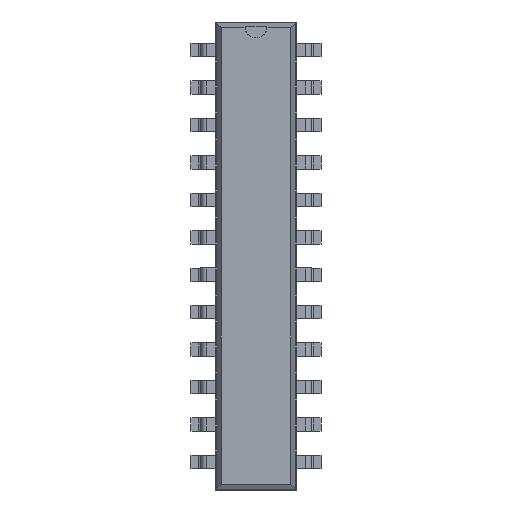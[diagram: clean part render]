
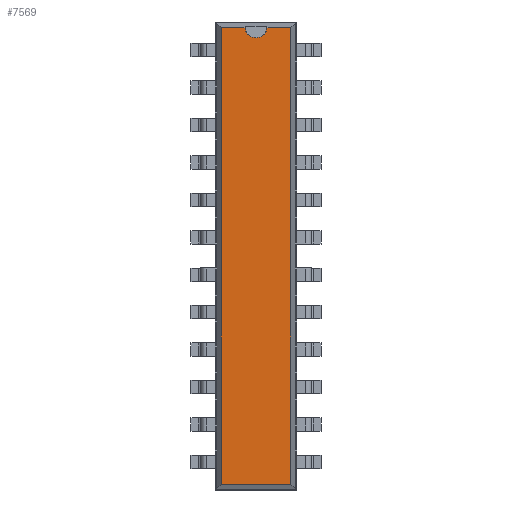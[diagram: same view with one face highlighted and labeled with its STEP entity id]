
A CAD part, top view. The second image highlights one B-rep face of the part: STEP entity #7569.
In plain terms, the highlighted planar face has unit normal (0, 0, 1).
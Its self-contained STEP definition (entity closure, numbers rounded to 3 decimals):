
#26=VECTOR('',#27,1.);
#27=DIRECTION('',(0.,1.,0.));
#33=VECTOR('',#34,1.);
#34=DIRECTION('',(-1.,0.,0.));
#40=VECTOR('',#41,1.);
#41=DIRECTION('',(0.,-1.,0.));
#45=VECTOR('',#46,1.);
#46=DIRECTION('',(1.,0.,0.));
#49=DIRECTION('',(0.,0.,-1.));
#1431=DIRECTION('',(0.,0.,-1.));
#5081=VERTEX_POINT('',#5082);
#5082=CARTESIAN_POINT('',(2.351,15.476,3.68));
#5084=ORIENTED_EDGE('',*,*,#5085,.F.);
#5085=EDGE_CURVE('',#5086,#5081,#5088,.T.);
#5086=VERTEX_POINT('',#5087);
#5087=CARTESIAN_POINT('',(2.351,-15.476,3.68));
#5088=LINE('',#5087,#26);
#6292=VERTEX_POINT('',#6293);
#6293=CARTESIAN_POINT('',(-2.351,15.476,3.68));
#6295=ORIENTED_EDGE('',*,*,#6296,.F.);
#6296=EDGE_CURVE('',#6297,#6292,#6299,.T.);
#6297=VERTEX_POINT('',#6298);
#6298=CARTESIAN_POINT('',(-0.746,15.476,3.68));
#6299=LINE('',#5082,#33);
#6318=VERTEX_POINT('',#6319);
#6319=CARTESIAN_POINT('',(0.746,15.476,3.68));
#6325=ORIENTED_EDGE('',*,*,#6326,.F.);
#6326=EDGE_CURVE('',#5081,#6318,#6299,.T.);
#6370=VERTEX_POINT('',#6371);
#6371=CARTESIAN_POINT('',(-2.351,-15.476,3.68));
#6373=ORIENTED_EDGE('',*,*,#6374,.F.);
#6374=EDGE_CURVE('',#6292,#6370,#6375,.T.);
#6375=LINE('',#6293,#40);
#7564=ORIENTED_EDGE('',*,*,#7565,.F.);
#7565=EDGE_CURVE('',#6370,#5086,#7566,.T.);
#7566=LINE('',#6371,#45);
#7569=ADVANCED_FACE('',(#7570),#7581,.F.);
#7570=FACE_BOUND('',#7571,.F.);
#7571=EDGE_LOOP('',(#5084,#7564,#6373,#6295,#7572,#7579,#6325));
#7572=ORIENTED_EDGE('',*,*,#7573,.F.);
#7573=EDGE_CURVE('',#7574,#6297,#7576,.T.);
#7574=VERTEX_POINT('',#7575);
#7575=CARTESIAN_POINT('',(0.,14.801,3.68));
#7576=CIRCLE('',#7577,0.75);
#7577=AXIS2_PLACEMENT_3D('',#7578,#1431,#41);
#7578=CARTESIAN_POINT('',(0.,15.551,3.68));
#7579=ORIENTED_EDGE('',*,*,#7580,.F.);
#7580=EDGE_CURVE('',#6318,#7574,#7576,.T.);
#7581=PLANE('',#7582);
#7582=AXIS2_PLACEMENT_3D('',#5087,#49,#7583);
#7583=DIRECTION('',(-0.15,0.989,0.));
